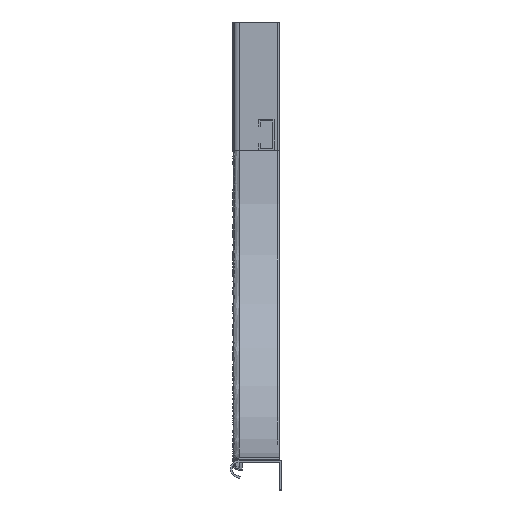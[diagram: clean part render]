
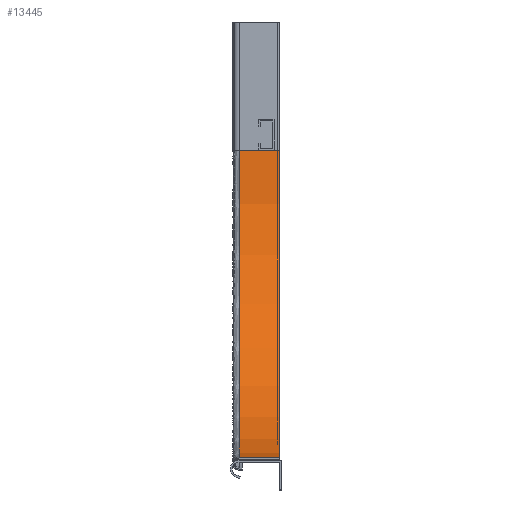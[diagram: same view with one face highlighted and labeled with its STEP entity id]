
A CAD part, left-side view. The second image highlights one B-rep face of the part: STEP entity #13445.
In plain terms, the highlighted cylindrical face has radius 300 mm (diameter 600 mm), a partial arc.
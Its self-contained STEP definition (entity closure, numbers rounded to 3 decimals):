
#244 = AXIS2_PLACEMENT_3D ( 'NONE', #7305, #364, #8430 ) ;
#364 = DIRECTION ( 'NONE',  ( 0., 1., 0. ) ) ;
#657 = LINE ( 'NONE', #7849, #2092 ) ;
#665 = DIRECTION ( 'NONE',  ( 0., -1., 0. ) ) ;
#1188 = FACE_OUTER_BOUND ( 'NONE', #2379, .T. ) ;
#1404 = VERTEX_POINT ( 'NONE', #6622 ) ;
#1775 = CARTESIAN_POINT ( 'NONE',  ( 300., 0., -425. ) ) ;
#1896 = CARTESIAN_POINT ( 'NONE',  ( 300., 0., -425. ) ) ;
#2092 = VECTOR ( 'NONE', #7868, 1000. ) ;
#2254 = DIRECTION ( 'NONE',  ( 0., -1., 0. ) ) ;
#2379 = EDGE_LOOP ( 'NONE', ( #14186, #5097, #12798, #7129 ) ) ;
#2860 = AXIS2_PLACEMENT_3D ( 'NONE', #3455, #2254, #11509 ) ;
#2881 = LINE ( 'NONE', #1896, #7765 ) ;
#3455 = CARTESIAN_POINT ( 'NONE',  ( 300., 0., -125. ) ) ;
#4059 = CIRCLE ( 'NONE', #8746, 300. ) ;
#4265 = DIRECTION ( 'NONE',  ( 0., -1., 0. ) ) ;
#4282 = EDGE_CURVE ( 'NONE', #1404, #10767, #2881, .T. ) ;
#5023 = EDGE_CURVE ( 'NONE', #12974, #14649, #657, .T. ) ;
#5097 = ORIENTED_EDGE ( 'NONE', *, *, #4282, .F. ) ;
#6622 = CARTESIAN_POINT ( 'NONE',  ( 300., 39., -425. ) ) ;
#7129 = ORIENTED_EDGE ( 'NONE', *, *, #5023, .F. ) ;
#7305 = CARTESIAN_POINT ( 'NONE',  ( 300., 0., -125. ) ) ;
#7419 = CARTESIAN_POINT ( 'NONE',  ( 0., 0., -125. ) ) ;
#7765 = VECTOR ( 'NONE', #665, 1000. ) ;
#7849 = CARTESIAN_POINT ( 'NONE',  ( 0., 0., -125. ) ) ;
#7868 = DIRECTION ( 'NONE',  ( 0., 1., 0. ) ) ;
#8430 = DIRECTION ( 'NONE',  ( 0., 0., -1. ) ) ;
#8587 = CIRCLE ( 'NONE', #244, 300. ) ;
#8746 = AXIS2_PLACEMENT_3D ( 'NONE', #11135, #4265, #12281 ) ;
#10767 = VERTEX_POINT ( 'NONE', #1775 ) ;
#11135 = CARTESIAN_POINT ( 'NONE',  ( 300., 39., -125. ) ) ;
#11428 = EDGE_CURVE ( 'NONE', #14649, #1404, #4059, .T. ) ;
#11509 = DIRECTION ( 'NONE',  ( 0., 0., -1. ) ) ;
#11974 = CYLINDRICAL_SURFACE ( 'NONE', #2860, 300. ) ;
#12281 = DIRECTION ( 'NONE',  ( 0., 0., -1. ) ) ;
#12798 = ORIENTED_EDGE ( 'NONE', *, *, #11428, .F. ) ;
#12974 = VERTEX_POINT ( 'NONE', #7419 ) ;
#13445 = ADVANCED_FACE ( 'NONE', ( #1188 ), #11974, .F. ) ;
#13736 = CARTESIAN_POINT ( 'NONE',  ( 0., 39., -125. ) ) ;
#13741 = EDGE_CURVE ( 'NONE', #10767, #12974, #8587, .T. ) ;
#14186 = ORIENTED_EDGE ( 'NONE', *, *, #13741, .F. ) ;
#14649 = VERTEX_POINT ( 'NONE', #13736 ) ;
